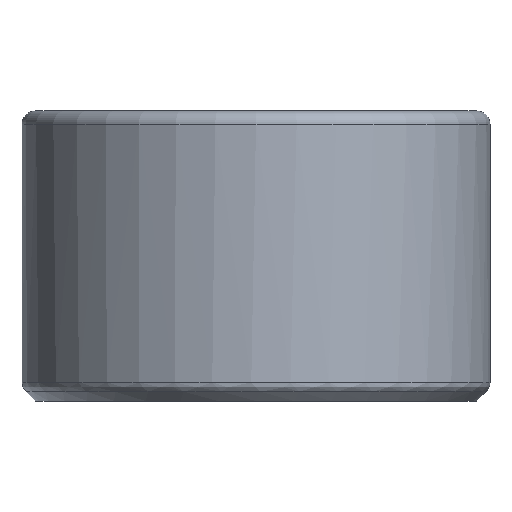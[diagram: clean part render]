
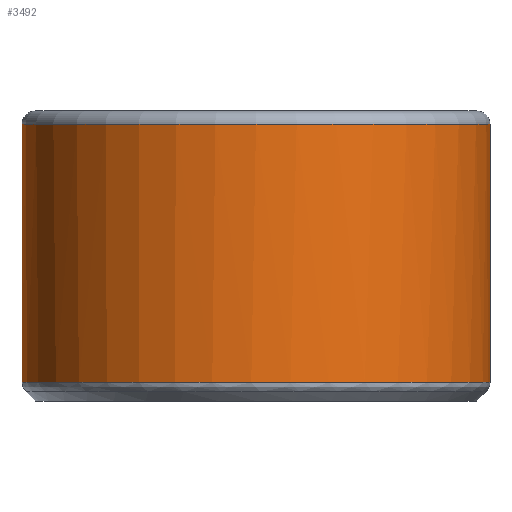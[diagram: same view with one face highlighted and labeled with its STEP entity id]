
A CAD part, front view. The second image highlights one B-rep face of the part: STEP entity #3492.
In plain terms, the highlighted cylindrical face has radius 17.75 mm (diameter 35.5 mm), a full revolution.
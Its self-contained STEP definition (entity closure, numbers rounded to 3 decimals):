
#484 = ( BOUNDED_SURFACE() B_SPLINE_SURFACE(2,14,(
    (#485,#486,#487,#488,#489,#490,#491,#492,#493,#494,#495,#496,#497
      ,#498,#499)
    ,(#500,#501,#502,#503,#504,#505,#506,#507,#508,#509,#510,#511,#512
      ,#513,#514)
    ,(#515,#516,#517,#518,#519,#520,#521,#522,#523,#524,#525,#526,#527
      ,#528,#529
)),.UNSPECIFIED.,.F.,.T.,.F.) B_SPLINE_SURFACE_WITH_KNOTS((3,3),(15,15),
  (0.,111.527),(0.,111.527),
.PIECEWISE_BEZIER_KNOTS.) GEOMETRIC_REPRESENTATION_ITEM() 
RATIONAL_B_SPLINE_SURFACE((
    (1.,1.,1.,1.,1.,1.
      ,1.,1.,1.,1.
      ,1.,1.,1.,1.,1.)
    ,(0.924,0.924,0.924,0.924
      ,0.924,0.924,0.924,0.924
      ,0.924,0.924,0.924,0.924
      ,0.924,0.924,0.924)
    ,(1.,1.,1.,1.,1.,1.
      ,1.,1.,1.,1.
      ,1.,1.,1.,1.,1.
))) REPRESENTATION_ITEM('') SURFACE() );
#485 = CARTESIAN_POINT('',(17.75,0.,1.414));
#486 = CARTESIAN_POINT('',(17.75,7.851,1.414
    ));
#487 = CARTESIAN_POINT('',(14.011,15.869,
    1.414));
#488 = CARTESIAN_POINT('',(6.269,21.964,1.414
    ));
#489 = CARTESIAN_POINT('',(-4.29,23.968,
    1.414));
#490 = CARTESIAN_POINT('',(-15.228,20.002,
    1.414));
#491 = CARTESIAN_POINT('',(-22.565,12.148,
    1.414));
#492 = CARTESIAN_POINT('',(-27.207,0.,
    1.414));
#493 = CARTESIAN_POINT('',(-22.565,-12.148,
    1.414));
#494 = CARTESIAN_POINT('',(-15.228,-20.002,1.414
    ));
#495 = CARTESIAN_POINT('',(-4.29,-23.968,
    1.414));
#496 = CARTESIAN_POINT('',(6.269,-21.964,1.414)
  );
#497 = CARTESIAN_POINT('',(14.011,-15.869,
    1.414));
#498 = CARTESIAN_POINT('',(17.75,-7.851,
    1.414));
#499 = CARTESIAN_POINT('',(17.75,0.,1.414));
#500 = CARTESIAN_POINT('',(17.75,0.,1.));
#501 = CARTESIAN_POINT('',(17.75,7.851,1.));
#502 = CARTESIAN_POINT('',(14.011,15.869,1.));
#503 = CARTESIAN_POINT('',(6.269,21.964,1.));
#504 = CARTESIAN_POINT('',(-4.29,23.968,1.
    ));
#505 = CARTESIAN_POINT('',(-15.228,20.002,
    1.));
#506 = CARTESIAN_POINT('',(-22.565,12.148,
    1.));
#507 = CARTESIAN_POINT('',(-27.207,0.,
    1.));
#508 = CARTESIAN_POINT('',(-22.565,-12.148,
    1.));
#509 = CARTESIAN_POINT('',(-15.228,-20.002,1.));
#510 = CARTESIAN_POINT('',(-4.29,-23.968,1.));
#511 = CARTESIAN_POINT('',(6.269,-21.964,1.));
#512 = CARTESIAN_POINT('',(14.011,-15.869,1.));
#513 = CARTESIAN_POINT('',(17.75,-7.851,1.));
#514 = CARTESIAN_POINT('',(17.75,0.,1.));
#515 = CARTESIAN_POINT('',(17.457,0.,0.707));
#516 = CARTESIAN_POINT('',(17.457,7.721,0.707)
  );
#517 = CARTESIAN_POINT('',(13.78,15.607,
    0.707));
#518 = CARTESIAN_POINT('',(6.166,21.602,0.707
    ));
#519 = CARTESIAN_POINT('',(-4.219,23.573,
    0.707));
#520 = CARTESIAN_POINT('',(-14.976,19.672,
    0.707));
#521 = CARTESIAN_POINT('',(-22.193,11.948,0.707
    ));
#522 = CARTESIAN_POINT('',(-26.758,0.,
    0.707));
#523 = CARTESIAN_POINT('',(-22.193,-11.948,
    0.707));
#524 = CARTESIAN_POINT('',(-14.976,-19.672,
    0.707));
#525 = CARTESIAN_POINT('',(-4.219,-23.573,
    0.707));
#526 = CARTESIAN_POINT('',(6.166,-21.602,0.707
    ));
#527 = CARTESIAN_POINT('',(13.78,-15.607,
    0.707));
#528 = CARTESIAN_POINT('',(17.457,-7.721,
    0.707));
#529 = CARTESIAN_POINT('',(17.457,0.,
    0.707));
#1999 = VERTEX_POINT('',#2000);
#2000 = CARTESIAN_POINT('',(17.75,0.,1.414));
#2021 = EDGE_CURVE('',#1999,#1999,#2022,.T.);
#2022 = SURFACE_CURVE('',#2023,(#2039,#2046),.PCURVE_S1.);
#2023 = ( BOUNDED_CURVE() B_SPLINE_CURVE(14,(#2024,#2025,#2026,#2027,
    #2028,#2029,#2030,#2031,#2032,#2033,#2034,#2035,#2036,#2037,#2038),
.UNSPECIFIED.,.T.,.F.) B_SPLINE_CURVE_WITH_KNOTS((15,15),(
0.,111.527),.PIECEWISE_BEZIER_KNOTS.) CURVE() 
GEOMETRIC_REPRESENTATION_ITEM() RATIONAL_B_SPLINE_CURVE((1.,1.,
    1.,1.,1.,1.,
    1.,1.,1.,1.,
    1.,1.,1.,1.,1.)) 
REPRESENTATION_ITEM('') );
#2024 = CARTESIAN_POINT('',(17.75,0.,1.414));
#2025 = CARTESIAN_POINT('',(17.75,7.851,
    1.414));
#2026 = CARTESIAN_POINT('',(14.011,15.869,
    1.414));
#2027 = CARTESIAN_POINT('',(6.269,21.964,
    1.414));
#2028 = CARTESIAN_POINT('',(-4.29,23.968,
    1.414));
#2029 = CARTESIAN_POINT('',(-15.228,20.002,
    1.414));
#2030 = CARTESIAN_POINT('',(-22.565,12.148,
    1.414));
#2031 = CARTESIAN_POINT('',(-27.207,0.,
    1.414));
#2032 = CARTESIAN_POINT('',(-22.565,-12.148,
    1.414));
#2033 = CARTESIAN_POINT('',(-15.228,-20.002,
    1.414));
#2034 = CARTESIAN_POINT('',(-4.29,-23.968,
    1.414));
#2035 = CARTESIAN_POINT('',(6.269,-21.964,1.414
    ));
#2036 = CARTESIAN_POINT('',(14.011,-15.869,
    1.414));
#2037 = CARTESIAN_POINT('',(17.75,-7.851,
    1.414));
#2038 = CARTESIAN_POINT('',(17.75,0.,1.414));
#2039 = PCURVE('',#484,#2040);
#2040 = DEFINITIONAL_REPRESENTATION('',(#2041),#2045);
#2041 = LINE('',#2042,#2043);
#2042 = CARTESIAN_POINT('',(0.,0.));
#2043 = VECTOR('',#2044,1.);
#2044 = DIRECTION('',(0.,1.));
#2045 = ( GEOMETRIC_REPRESENTATION_CONTEXT(2) 
PARAMETRIC_REPRESENTATION_CONTEXT() REPRESENTATION_CONTEXT('2D SPACE',''
  ) );
#2046 = PCURVE('',#2047,#2052);
#2047 = CYLINDRICAL_SURFACE('',#2048,17.75);
#2048 = AXIS2_PLACEMENT_3D('',#2049,#2050,#2051);
#2049 = CARTESIAN_POINT('',(0.,0.,0.));
#2050 = DIRECTION('',(-0.,-0.,-1.));
#2051 = DIRECTION('',(1.,0.,0.));
#2052 = DEFINITIONAL_REPRESENTATION('',(#2053),#2074);
#2053 = B_SPLINE_CURVE_WITH_KNOTS('',10,(#2054,#2055,#2056,#2057,#2058,
    #2059,#2060,#2061,#2062,#2063,#2064,#2065,#2066,#2067,#2068,#2069,
    #2070,#2071,#2072,#2073),.UNSPECIFIED.,.F.,.F.,(11,9,11),(
    0.,55.763,111.527),.UNSPECIFIED.);
#2054 = CARTESIAN_POINT('',(0.,-1.414));
#2055 = CARTESIAN_POINT('',(-0.31,-1.414));
#2056 = CARTESIAN_POINT('',(-0.624,-1.414));
#2057 = CARTESIAN_POINT('',(-0.94,-1.414));
#2058 = CARTESIAN_POINT('',(-1.256,-1.414));
#2059 = CARTESIAN_POINT('',(-1.57,-1.414));
#2060 = CARTESIAN_POINT('',(-1.885,-1.414));
#2061 = CARTESIAN_POINT('',(-2.199,-1.414));
#2062 = CARTESIAN_POINT('',(-2.513,-1.414));
#2063 = CARTESIAN_POINT('',(-2.827,-1.414));
#2064 = CARTESIAN_POINT('',(-3.456,-1.414));
#2065 = CARTESIAN_POINT('',(-3.77,-1.414));
#2066 = CARTESIAN_POINT('',(-4.084,-1.414));
#2067 = CARTESIAN_POINT('',(-4.398,-1.414));
#2068 = CARTESIAN_POINT('',(-4.713,-1.414));
#2069 = CARTESIAN_POINT('',(-5.027,-1.414));
#2070 = CARTESIAN_POINT('',(-5.343,-1.414));
#2071 = CARTESIAN_POINT('',(-5.659,-1.414));
#2072 = CARTESIAN_POINT('',(-5.974,-1.414));
#2073 = CARTESIAN_POINT('',(-6.283,-1.414));
#2074 = ( GEOMETRIC_REPRESENTATION_CONTEXT(2) 
PARAMETRIC_REPRESENTATION_CONTEXT() REPRESENTATION_CONTEXT('2D SPACE',''
  ) );
#3492 = ADVANCED_FACE('',(#3493),#2047,.T.);
#3493 = FACE_BOUND('',#3494,.F.);
#3494 = EDGE_LOOP('',(#3495,#3518,#3545,#3546));
#3495 = ORIENTED_EDGE('',*,*,#3496,.T.);
#3496 = EDGE_CURVE('',#1999,#3497,#3499,.T.);
#3497 = VERTEX_POINT('',#3498);
#3498 = CARTESIAN_POINT('',(17.75,0.,21.));
#3499 = SEAM_CURVE('',#3500,(#3504,#3511),.PCURVE_S1.);
#3500 = LINE('',#3501,#3502);
#3501 = CARTESIAN_POINT('',(17.75,0.,0.));
#3502 = VECTOR('',#3503,1.);
#3503 = DIRECTION('',(0.,0.,1.));
#3504 = PCURVE('',#2047,#3505);
#3505 = DEFINITIONAL_REPRESENTATION('',(#3506),#3510);
#3506 = LINE('',#3507,#3508);
#3507 = CARTESIAN_POINT('',(-0.,0.));
#3508 = VECTOR('',#3509,1.);
#3509 = DIRECTION('',(-0.,-1.));
#3510 = ( GEOMETRIC_REPRESENTATION_CONTEXT(2) 
PARAMETRIC_REPRESENTATION_CONTEXT() REPRESENTATION_CONTEXT('2D SPACE',''
  ) );
#3511 = PCURVE('',#2047,#3512);
#3512 = DEFINITIONAL_REPRESENTATION('',(#3513),#3517);
#3513 = LINE('',#3514,#3515);
#3514 = CARTESIAN_POINT('',(-6.283,0.));
#3515 = VECTOR('',#3516,1.);
#3516 = DIRECTION('',(-0.,-1.));
#3517 = ( GEOMETRIC_REPRESENTATION_CONTEXT(2) 
PARAMETRIC_REPRESENTATION_CONTEXT() REPRESENTATION_CONTEXT('2D SPACE',''
  ) );
#3518 = ORIENTED_EDGE('',*,*,#3519,.T.);
#3519 = EDGE_CURVE('',#3497,#3497,#3520,.T.);
#3520 = SURFACE_CURVE('',#3521,(#3526,#3533),.PCURVE_S1.);
#3521 = CIRCLE('',#3522,17.75);
#3522 = AXIS2_PLACEMENT_3D('',#3523,#3524,#3525);
#3523 = CARTESIAN_POINT('',(0.,0.,21.));
#3524 = DIRECTION('',(0.,0.,1.));
#3525 = DIRECTION('',(1.,0.,-0.));
#3526 = PCURVE('',#2047,#3527);
#3527 = DEFINITIONAL_REPRESENTATION('',(#3528),#3532);
#3528 = LINE('',#3529,#3530);
#3529 = CARTESIAN_POINT('',(-0.,-21.));
#3530 = VECTOR('',#3531,1.);
#3531 = DIRECTION('',(-1.,0.));
#3532 = ( GEOMETRIC_REPRESENTATION_CONTEXT(2) 
PARAMETRIC_REPRESENTATION_CONTEXT() REPRESENTATION_CONTEXT('2D SPACE',''
  ) );
#3533 = PCURVE('',#3534,#3539);
#3534 = TOROIDAL_SURFACE('',#3535,16.75,1.);
#3535 = AXIS2_PLACEMENT_3D('',#3536,#3537,#3538);
#3536 = CARTESIAN_POINT('',(0.,0.,21.));
#3537 = DIRECTION('',(0.,0.,1.));
#3538 = DIRECTION('',(1.,0.,-0.));
#3539 = DEFINITIONAL_REPRESENTATION('',(#3540),#3544);
#3540 = LINE('',#3541,#3542);
#3541 = CARTESIAN_POINT('',(0.,0.));
#3542 = VECTOR('',#3543,1.);
#3543 = DIRECTION('',(1.,0.));
#3544 = ( GEOMETRIC_REPRESENTATION_CONTEXT(2) 
PARAMETRIC_REPRESENTATION_CONTEXT() REPRESENTATION_CONTEXT('2D SPACE',''
  ) );
#3545 = ORIENTED_EDGE('',*,*,#3496,.F.);
#3546 = ORIENTED_EDGE('',*,*,#2021,.F.);
